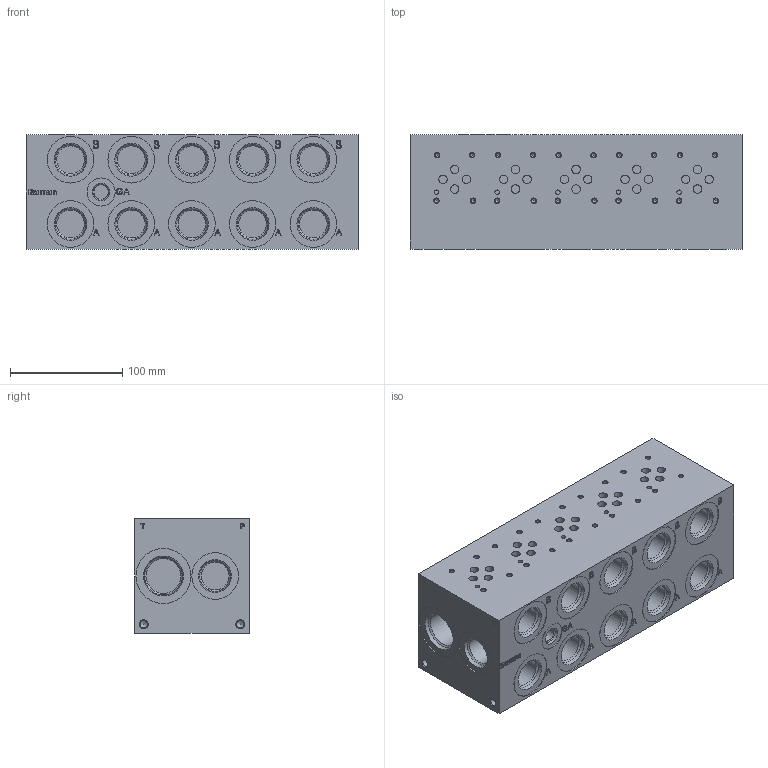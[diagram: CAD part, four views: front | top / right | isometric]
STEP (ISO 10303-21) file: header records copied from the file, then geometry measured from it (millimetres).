
FILE_DESCRIPTION( ( 'STEP AP214' ), ' ' );
FILE_NAME( 'AD03HP052S_C.stp', '2018-04-21T01:16:34', ( '' ), ( '' ), ' ', 'PARTsolutions', ' ' );
FILE_SCHEMA( ( 'AUTOMOTIVE_DESIGN { 1 0 10303 214 1 1 1 1 }' ) );
Length unit declared in the file: inch
Products named in the file (1): _AD03HP052S/C
Bounding box: 295.27 x 101.6 x 101.6 mm (x, y, z)
Volume: 2792073.9 mm3; surface area: 183180.9 mm2
Topology: 1 solids, 1 shells, 559 faces, 1294 edges, 836 vertices
Faces by surface type: plane 327, cylinder 150, cone 82
Full cylindrical faces by diameter (mm): 3.68 x20, 4.013 x5, 6.411 x4, 7.493 x20, 12.761 x1, 19.05 x1, 24.696 x12, 25.019 x1, 28.626 x1, 31.046 x2, 31.344 x1, 41.453 x12, 44.45 x1, 48.971 x2
Entity records: 19271 total; most frequent: DIRECTION 2577, CARTESIAN_POINT 2493, ORIENTED_EDGE 2202, EDGE_CURVE 1101, AXIS2_PLACEMENT_3D 916, VERTEX_POINT 832, EDGE_LOOP 823, LINE 745
